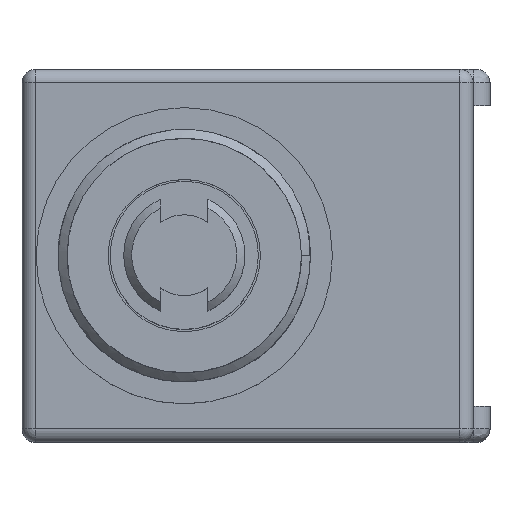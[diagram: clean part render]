
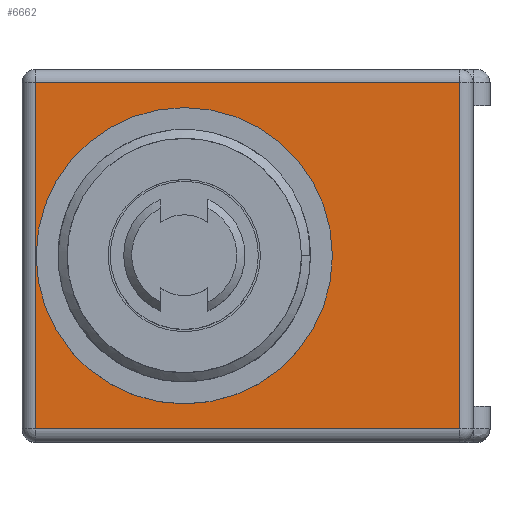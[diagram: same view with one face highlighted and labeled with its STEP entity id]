
A CAD part, top view. The second image highlights one B-rep face of the part: STEP entity #6662.
In plain terms, the highlighted planar face has unit normal (0, 0, 1).
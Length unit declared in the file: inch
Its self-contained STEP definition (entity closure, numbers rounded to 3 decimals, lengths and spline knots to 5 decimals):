
#50=FACE_BOUND('',#964,.T.);
#280=PLANE('',#7155);
#607=FACE_OUTER_BOUND('',#963,.T.);
#963=EDGE_LOOP('',(#5714,#5715,#5716,#5717));
#964=EDGE_LOOP('',(#5718));
#1153=CIRCLE('',#7156,0.197);
#1843=LINE('',#11103,#2579);
#1845=LINE('',#11111,#2581);
#1847=LINE('',#11119,#2583);
#1849=LINE('',#11126,#2585);
#2579=VECTOR('',#8682,0.3937);
#2581=VECTOR('',#8690,0.3937);
#2583=VECTOR('',#8698,0.3937);
#2585=VECTOR('',#8706,0.3937);
#3186=VERTEX_POINT('',#11099);
#3187=VERTEX_POINT('',#11101);
#3188=VERTEX_POINT('',#11105);
#3191=VERTEX_POINT('',#11113);
#3213=VERTEX_POINT('',#11181);
#4043=EDGE_CURVE('',#3187,#3186,#1843,.T.);
#4047=EDGE_CURVE('',#3186,#3188,#1845,.T.);
#4051=EDGE_CURVE('',#3188,#3191,#1847,.T.);
#4055=EDGE_CURVE('',#3191,#3187,#1849,.T.);
#4084=EDGE_CURVE('',#3213,#3213,#1153,.T.);
#5714=ORIENTED_EDGE('',*,*,#4043,.F.);
#5715=ORIENTED_EDGE('',*,*,#4055,.F.);
#5716=ORIENTED_EDGE('',*,*,#4051,.F.);
#5717=ORIENTED_EDGE('',*,*,#4047,.F.);
#5718=ORIENTED_EDGE('',*,*,#4084,.T.);
#6662=ADVANCED_FACE('',(#607,#50),#280,.T.);
#7155=AXIS2_PLACEMENT_3D('',#11180,#8758,#8759);
#7156=AXIS2_PLACEMENT_3D('',#11182,#8760,#8761);
#8682=DIRECTION('',(0.,-1.,0.));
#8690=DIRECTION('',(-1.,0.,0.));
#8698=DIRECTION('',(0.,1.,0.));
#8706=DIRECTION('',(1.,0.,0.));
#8758=DIRECTION('center_axis',(0.,0.,
1.));
#8759=DIRECTION('ref_axis',(1.,0.,0.));
#8760=DIRECTION('center_axis',(0.,0.,
-1.));
#8761=DIRECTION('ref_axis',(-1.,0.,0.));
#11099=CARTESIAN_POINT('',(6.68853,4.78214,0.));
#11101=CARTESIAN_POINT('',(6.68853,5.29614,0.));
#11103=CARTESIAN_POINT('',(6.68853,4.90064,0.));
#11105=CARTESIAN_POINT('',(6.05853,4.78214,0.));
#11111=CARTESIAN_POINT('',(6.20603,4.78214,0.));
#11113=CARTESIAN_POINT('',(6.05853,5.29614,0.));
#11119=CARTESIAN_POINT('',(6.05853,5.17764,0.));
#11126=CARTESIAN_POINT('',(6.54103,5.29614,0.));
#11180=CARTESIAN_POINT('Origin',(6.37353,5.03914,0.));
#11181=CARTESIAN_POINT('',(6.47653,5.03914,0.));
#11182=CARTESIAN_POINT('Origin',(6.27953,5.03914,0.));
